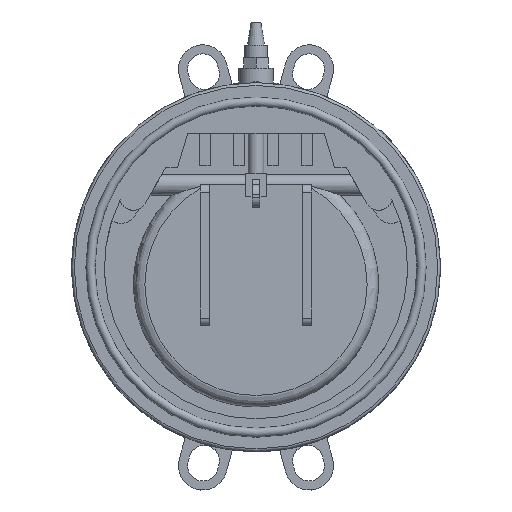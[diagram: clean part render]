
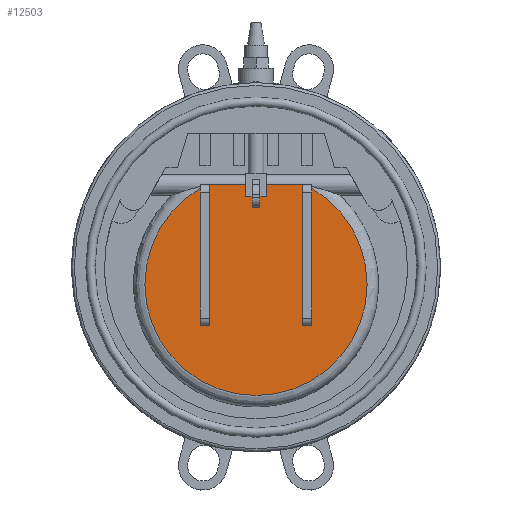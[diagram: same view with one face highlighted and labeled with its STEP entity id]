
A CAD part, top view. The second image highlights one B-rep face of the part: STEP entity #12503.
In plain terms, the highlighted planar face has unit normal (0, 0, 1).
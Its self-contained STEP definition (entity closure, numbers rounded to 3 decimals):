
#127=CIRCLE('',#12575,97.973);
#833=PLANE('',#13565);
#1539=FACE_OUTER_BOUND('',#2313,.T.);
#2313=EDGE_LOOP('',(#11392,#11393,#11394,#11395,#11396,#11397,#11398,#11399,
#11400,#11401,#11402,#11403));
#2383=LINE('',#17645,#3396);
#2385=LINE('',#17649,#3398);
#3281=LINE('',#28532,#4294);
#3284=LINE('',#28537,#4297);
#3286=LINE('',#28541,#4299);
#3295=LINE('',#28567,#4308);
#3297=LINE('',#28574,#4310);
#3302=LINE('',#28583,#4315);
#3303=LINE('',#28586,#4316);
#3304=LINE('',#28587,#4317);
#3305=LINE('',#28588,#4318);
#3396=VECTOR('',#13692,1.);
#3398=VECTOR('',#13694,1.);
#4294=VECTOR('',#16552,1.);
#4297=VECTOR('',#16557,1.);
#4299=VECTOR('',#16561,1.);
#4308=VECTOR('',#16586,1.);
#4310=VECTOR('',#16594,1.);
#4315=VECTOR('',#16603,1.);
#4316=VECTOR('',#16608,1.);
#4317=VECTOR('',#16609,1.);
#4318=VECTOR('',#16610,1.);
#4869=VERTEX_POINT('',#17642);
#4870=VERTEX_POINT('',#17644);
#4871=VERTEX_POINT('',#17646);
#4872=VERTEX_POINT('',#17648);
#4880=VERTEX_POINT('',#17749);
#4881=VERTEX_POINT('',#17754);
#5971=VERTEX_POINT('',#28531);
#5972=VERTEX_POINT('',#28536);
#5973=VERTEX_POINT('',#28540);
#5982=VERTEX_POINT('',#28566);
#5983=VERTEX_POINT('',#28572);
#5984=VERTEX_POINT('',#28573);
#6120=EDGE_CURVE('',#4870,#4869,#2383,.T.);
#6122=EDGE_CURVE('',#4872,#4871,#2385,.T.);
#6135=EDGE_CURVE('',#4881,#4880,#127,.T.);
#7771=EDGE_CURVE('',#5971,#4872,#3281,.T.);
#7774=EDGE_CURVE('',#5972,#5971,#3284,.T.);
#7776=EDGE_CURVE('',#4869,#5973,#3286,.T.);
#7789=EDGE_CURVE('',#5973,#5982,#3295,.T.);
#7792=EDGE_CURVE('',#5983,#5984,#3297,.T.);
#7797=EDGE_CURVE('',#4880,#5972,#3302,.T.);
#7798=EDGE_CURVE('',#5984,#4870,#3303,.T.);
#7799=EDGE_CURVE('',#5982,#4881,#3304,.T.);
#7800=EDGE_CURVE('',#4871,#5983,#3305,.T.);
#11392=ORIENTED_EDGE('',*,*,#7798,.T.);
#11393=ORIENTED_EDGE('',*,*,#6120,.T.);
#11394=ORIENTED_EDGE('',*,*,#7776,.T.);
#11395=ORIENTED_EDGE('',*,*,#7789,.T.);
#11396=ORIENTED_EDGE('',*,*,#7799,.T.);
#11397=ORIENTED_EDGE('',*,*,#6135,.T.);
#11398=ORIENTED_EDGE('',*,*,#7797,.T.);
#11399=ORIENTED_EDGE('',*,*,#7774,.T.);
#11400=ORIENTED_EDGE('',*,*,#7771,.T.);
#11401=ORIENTED_EDGE('',*,*,#6122,.T.);
#11402=ORIENTED_EDGE('',*,*,#7800,.T.);
#11403=ORIENTED_EDGE('',*,*,#7792,.T.);
#12503=ADVANCED_FACE('',(#1539),#833,.T.);
#12575=AXIS2_PLACEMENT_3D('',#17755,#13711,#13712);
#13565=AXIS2_PLACEMENT_3D('',#28585,#16606,#16607);
#13692=DIRECTION('',(-1.,0.,0.));
#13694=DIRECTION('',(-1.,0.,0.));
#13711=DIRECTION('center_axis',(0.,0.,1.));
#13712=DIRECTION('ref_axis',(1.,0.,0.));
#16552=DIRECTION('',(0.,1.,0.));
#16557=DIRECTION('',(-1.,0.,0.));
#16561=DIRECTION('',(0.,-1.,0.));
#16586=DIRECTION('',(-1.,0.,0.));
#16594=DIRECTION('',(-1.,0.,0.));
#16603=DIRECTION('',(0.,-1.,0.));
#16606=DIRECTION('center_axis',(0.,0.,1.));
#16607=DIRECTION('ref_axis',(1.,0.,0.));
#16608=DIRECTION('',(0.,1.,0.));
#16609=DIRECTION('',(0.,1.,0.));
#16610=DIRECTION('',(0.,-1.,0.));
#17642=CARTESIAN_POINT('',(-41.014,72.833,-35.539));
#17644=CARTESIAN_POINT('',(-3.501,72.833,-35.539));
#17645=CARTESIAN_POINT('',(0.,72.833,-35.539));
#17646=CARTESIAN_POINT('',(3.501,72.833,-35.539));
#17648=CARTESIAN_POINT('',(41.014,72.833,-35.539));
#17649=CARTESIAN_POINT('',(0.,72.833,-35.539));
#17749=CARTESIAN_POINT('',(49.014,69.827,-35.539));
#17754=CARTESIAN_POINT('',(-49.014,69.827,-35.539));
#17755=CARTESIAN_POINT('Origin',(0.,-15.005,-35.539));
#28531=CARTESIAN_POINT('',(41.014,-51.213,-35.539));
#28532=CARTESIAN_POINT('',(41.014,-2.097,-35.539));
#28536=CARTESIAN_POINT('',(49.014,-51.213,-35.539));
#28537=CARTESIAN_POINT('',(20.507,-51.213,-35.539));
#28540=CARTESIAN_POINT('',(-41.014,-51.213,-35.539));
#28541=CARTESIAN_POINT('',(-41.014,-2.097,-35.539));
#28566=CARTESIAN_POINT('',(-49.014,-51.213,-35.539));
#28567=CARTESIAN_POINT('',(-24.507,-51.213,-35.539));
#28572=CARTESIAN_POINT('',(3.501,52.833,-35.539));
#28573=CARTESIAN_POINT('',(-3.501,52.833,-35.539));
#28574=CARTESIAN_POINT('',(-1.75,52.833,-35.539));
#28583=CARTESIAN_POINT('',(49.014,-2.097,-35.539));
#28585=CARTESIAN_POINT('Origin',(0.,-15.005,-35.539));
#28586=CARTESIAN_POINT('',(-3.501,23.914,-35.539));
#28587=CARTESIAN_POINT('',(-49.014,-2.097,-35.539));
#28588=CARTESIAN_POINT('',(3.501,23.914,-35.539));
